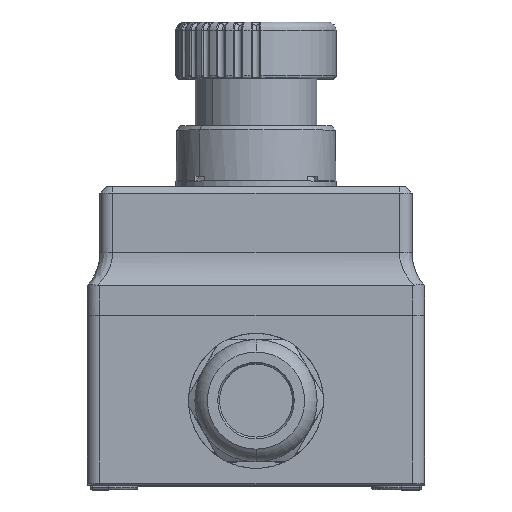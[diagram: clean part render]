
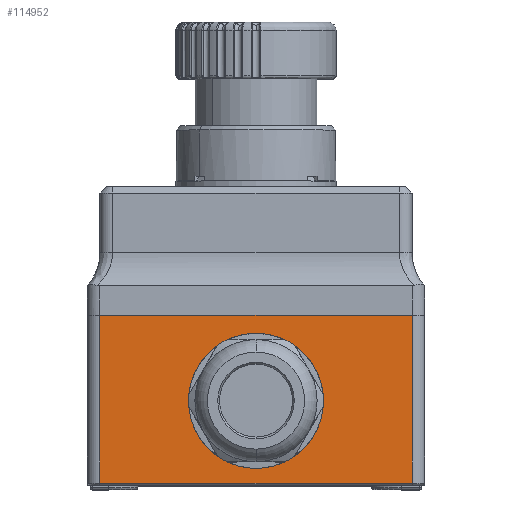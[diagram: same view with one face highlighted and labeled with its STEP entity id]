
A CAD part, top view. The second image highlights one B-rep face of the part: STEP entity #114952.
In plain terms, the highlighted planar face has unit normal (0, 0, 1).
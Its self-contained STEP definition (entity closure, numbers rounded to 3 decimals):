
#259 = AXIS2_PLACEMENT_3D ( 'NONE', #57985, #135423, #69139 ) ;
#1348 = VERTEX_POINT ( 'NONE', #124330 ) ;
#6591 = DIRECTION ( 'NONE',  ( 1., 0., 0. ) ) ;
#6669 = DIRECTION ( 'NONE',  ( 0., 1., 0. ) ) ;
#6834 = CARTESIAN_POINT ( 'NONE',  ( -40., 0.5, 46.5 ) ) ;
#10593 = EDGE_CURVE ( 'NONE', #32913, #44670, #82348, .T. ) ;
#12678 = VERTEX_POINT ( 'NONE', #71896 ) ;
#14675 = DIRECTION ( 'NONE',  ( 0., 0., 1. ) ) ;
#17239 = CARTESIAN_POINT ( 'NONE',  ( -40., 40.3, 46.5 ) ) ;
#21101 = CIRCLE ( 'NONE', #96098, 12.6 ) ;
#22766 = CARTESIAN_POINT ( 'NONE',  ( -37., 40.3, 46.5 ) ) ;
#22765 = VECTOR ( 'NONE', #55641, 1000. ) ;
#29061 = DIRECTION ( 'NONE',  ( 1., 0., 0. ) ) ;
#30533 = VECTOR ( 'NONE', #6669, 1000. ) ;
#31028 = DIRECTION ( 'NONE',  ( 0., 0., -1. ) ) ;
#32195 = ORIENTED_EDGE ( 'NONE', *, *, #66296, .T. ) ;
#32913 = VERTEX_POINT ( 'NONE', #102508 ) ;
#33781 = FACE_OUTER_BOUND ( 'NONE', #109673, .T. ) ;
#39933 = VERTEX_POINT ( 'NONE', #88686 ) ;
#44670 = VERTEX_POINT ( 'NONE', #120087 ) ;
#55018 = CIRCLE ( 'NONE', #259, 12.6 ) ;
#55641 = DIRECTION ( 'NONE',  ( 0., -1., 0. ) ) ;
#57985 = CARTESIAN_POINT ( 'NONE',  ( 0., 20., 46.5 ) ) ;
#60031 = LINE ( 'NONE', #84094, #30533 ) ;
#65929 = EDGE_CURVE ( 'NONE', #1348, #136869, #21101, .T. ) ;
#66296 = EDGE_CURVE ( 'NONE', #32913, #12678, #107622, .T. ) ;
#66712 = AXIS2_PLACEMENT_3D ( 'NONE', #119141, #31028, #108476 ) ;
#68253 = LINE ( 'NONE', #6834, #94226 ) ;
#69139 = DIRECTION ( 'NONE',  ( 1., 0., 0. ) ) ;
#71896 = CARTESIAN_POINT ( 'NONE',  ( -37., 0.5, 46.5 ) ) ;
#74670 = PLANE ( 'NONE',  #66712 ) ;
#78862 = VECTOR ( 'NONE', #6591, 1000. ) ;
#80955 = CARTESIAN_POINT ( 'NONE',  ( 0., 20., 46.5 ) ) ;
#82348 = LINE ( 'NONE', #17239, #78862 ) ;
#82834 = ORIENTED_EDGE ( 'NONE', *, *, #93476, .T. ) ;
#84094 = CARTESIAN_POINT ( 'NONE',  ( 37., 40.3, 46.5 ) ) ;
#84248 = EDGE_LOOP ( 'NONE', ( #105027, #122093 ) ) ;
#88686 = CARTESIAN_POINT ( 'NONE',  ( 37., 0.5, 46.5 ) ) ;
#92039 = DIRECTION ( 'NONE',  ( 1., 0., 0. ) ) ;
#93476 = EDGE_CURVE ( 'NONE', #39933, #44670, #60031, .T. ) ;
#94226 = VECTOR ( 'NONE', #29061, 1000. ) ;
#96098 = AXIS2_PLACEMENT_3D ( 'NONE', #80955, #14675, #92039 ) ;
#96478 = EDGE_CURVE ( 'NONE', #12678, #39933, #68253, .T. ) ;
#101909 = ORIENTED_EDGE ( 'NONE', *, *, #96478, .T. ) ;
#102508 = CARTESIAN_POINT ( 'NONE',  ( -37., 40.3, 46.5 ) ) ;
#105027 = ORIENTED_EDGE ( 'NONE', *, *, #131110, .F. ) ;
#107622 = LINE ( 'NONE', #22766, #22765 ) ;
#108476 = DIRECTION ( 'NONE',  ( -1., 0., 0. ) ) ;
#109188 = ORIENTED_EDGE ( 'NONE', *, *, #10593, .F. ) ;
#109603 = CARTESIAN_POINT ( 'NONE',  ( 12.6, 20., 46.5 ) ) ;
#109673 = EDGE_LOOP ( 'NONE', ( #101909, #82834, #109188, #32195 ) ) ;
#114952 = ADVANCED_FACE ( 'NONE', ( #125657, #33781 ), #74670, .F. ) ;
#119141 = CARTESIAN_POINT ( 'NONE',  ( -40., 40.3, 46.5 ) ) ;
#120087 = CARTESIAN_POINT ( 'NONE',  ( 37., 40.3, 46.5 ) ) ;
#122093 = ORIENTED_EDGE ( 'NONE', *, *, #65929, .F. ) ;
#124330 = CARTESIAN_POINT ( 'NONE',  ( -12.6, 20., 46.5 ) ) ;
#125657 = FACE_BOUND ( 'NONE', #84248, .T. ) ;
#131110 = EDGE_CURVE ( 'NONE', #136869, #1348, #55018, .T. ) ;
#135423 = DIRECTION ( 'NONE',  ( 0., 0., 1. ) ) ;
#136869 = VERTEX_POINT ( 'NONE', #109603 ) ;
